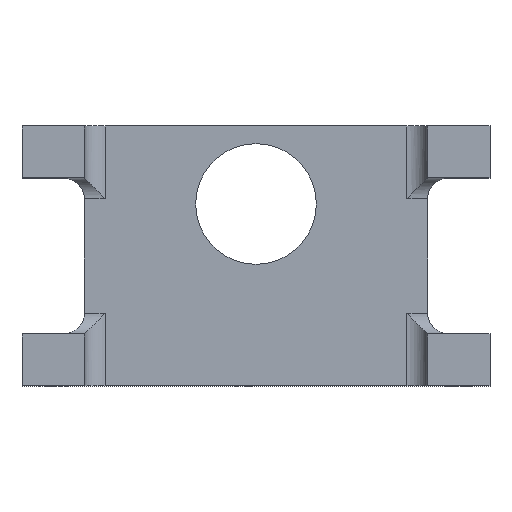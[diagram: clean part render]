
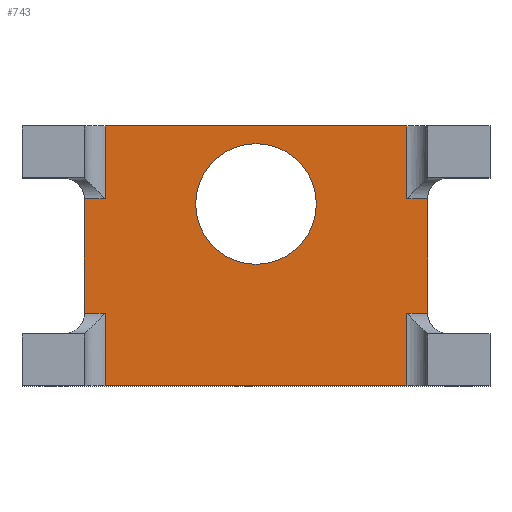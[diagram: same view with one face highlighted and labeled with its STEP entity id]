
A CAD part, top view. The second image highlights one B-rep face of the part: STEP entity #743.
In plain terms, the highlighted planar face has unit normal (0, 0, 1).
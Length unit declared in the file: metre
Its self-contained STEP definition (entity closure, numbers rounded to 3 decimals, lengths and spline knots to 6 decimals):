
#42=CIRCLE('',#798,0.0116);
#70=ORIENTED_EDGE('',*,*,#286,.T.);
#71=ORIENTED_EDGE('',*,*,#287,.T.);
#72=ORIENTED_EDGE('',*,*,#282,.T.);
#73=ORIENTED_EDGE('',*,*,#288,.T.);
#74=ORIENTED_EDGE('',*,*,#289,.T.);
#75=ORIENTED_EDGE('',*,*,#290,.T.);
#76=ORIENTED_EDGE('',*,*,#291,.T.);
#77=ORIENTED_EDGE('',*,*,#292,.T.);
#78=ORIENTED_EDGE('',*,*,#280,.T.);
#79=ORIENTED_EDGE('',*,*,#293,.T.);
#80=ORIENTED_EDGE('',*,*,#294,.T.);
#81=ORIENTED_EDGE('',*,*,#295,.T.);
#82=ORIENTED_EDGE('',*,*,#296,.F.);
#280=EDGE_CURVE('',#389,#388,#460,.T.);
#282=EDGE_CURVE('',#390,#391,#462,.T.);
#286=EDGE_CURVE('',#394,#395,#466,.T.);
#287=EDGE_CURVE('',#395,#390,#467,.T.);
#288=EDGE_CURVE('',#391,#396,#468,.T.);
#289=EDGE_CURVE('',#396,#397,#469,.T.);
#290=EDGE_CURVE('',#397,#398,#470,.T.);
#291=EDGE_CURVE('',#398,#399,#471,.T.);
#292=EDGE_CURVE('',#399,#389,#472,.T.);
#293=EDGE_CURVE('',#388,#400,#473,.T.);
#294=EDGE_CURVE('',#400,#401,#474,.F.);
#295=EDGE_CURVE('',#401,#394,#475,.T.);
#296=EDGE_CURVE('',#402,#402,#42,.T.);
#388=VERTEX_POINT('',#1086);
#389=VERTEX_POINT('',#1088);
#390=VERTEX_POINT('',#1092);
#391=VERTEX_POINT('',#1093);
#394=VERTEX_POINT('',#1101);
#395=VERTEX_POINT('',#1102);
#396=VERTEX_POINT('',#1105);
#397=VERTEX_POINT('',#1107);
#398=VERTEX_POINT('',#1109);
#399=VERTEX_POINT('',#1111);
#400=VERTEX_POINT('',#1114);
#401=VERTEX_POINT('',#1116);
#402=VERTEX_POINT('',#1119);
#460=LINE('',#1087,#536);
#462=LINE('',#1091,#538);
#466=LINE('',#1100,#542);
#467=LINE('',#1103,#543);
#468=LINE('',#1104,#544);
#469=LINE('',#1106,#545);
#470=LINE('',#1108,#546);
#471=LINE('',#1110,#547);
#472=LINE('',#1112,#548);
#473=LINE('',#1113,#549);
#474=LINE('',#1115,#550);
#475=LINE('',#1117,#551);
#536=VECTOR('',#870,1.);
#538=VECTOR('',#874,1.);
#542=VECTOR('',#880,1.);
#543=VECTOR('',#881,1.);
#544=VECTOR('',#882,1.);
#545=VECTOR('',#883,1.);
#546=VECTOR('',#884,1.);
#547=VECTOR('',#885,1.);
#548=VECTOR('',#886,1.);
#549=VECTOR('',#887,1.);
#550=VECTOR('',#888,1.);
#551=VECTOR('',#889,1.);
#612=EDGE_LOOP('',(#70,#71,#72,#73,#74,#75,#76,#77,#78,#79,#80,#81));
#613=EDGE_LOOP('',(#82));
#666=FACE_BOUND('',#612,.T.);
#667=FACE_BOUND('',#613,.T.);
#720=PLANE('',#797);
#743=ADVANCED_FACE('',(#666,#667),#720,.T.);
#797=AXIS2_PLACEMENT_3D('',#1099,#878,#879);
#798=AXIS2_PLACEMENT_3D('',#1118,#890,#891);
#870=DIRECTION('',(0.,-1.,0.));
#874=DIRECTION('',(0.,1.,0.));
#878=DIRECTION('',(0.,0.,1.));
#879=DIRECTION('',(0.,-1.,0.));
#880=DIRECTION('',(0.,1.,0.));
#881=DIRECTION('',(1.,0.,0.));
#882=DIRECTION('',(-1.,0.,0.));
#883=DIRECTION('',(0.,1.,0.));
#884=DIRECTION('',(-1.,0.,0.));
#885=DIRECTION('',(0.,-1.,0.));
#886=DIRECTION('',(-1.,0.,0.));
#887=DIRECTION('',(1.,0.,0.));
#888=DIRECTION('',(0.,1.,0.));
#889=DIRECTION('',(1.,0.,0.));
#890=DIRECTION('',(0.,0.,1.));
#891=DIRECTION('',(0.,-1.,0.));
#1086=CARTESIAN_POINT('',(-0.033,-0.021,0.007));
#1087=CARTESIAN_POINT('',(-0.033,-0.035,0.007));
#1088=CARTESIAN_POINT('',(-0.033,0.001,0.007));
#1091=CARTESIAN_POINT('',(0.033,-0.035,0.007));
#1092=CARTESIAN_POINT('',(0.033,-0.021,0.007));
#1093=CARTESIAN_POINT('',(0.033,0.001,0.007));
#1099=CARTESIAN_POINT('',(0.,0.,0.007));
#1100=CARTESIAN_POINT('',(0.029,0.,0.007));
#1101=CARTESIAN_POINT('',(0.029,-0.035,0.007));
#1102=CARTESIAN_POINT('',(0.029,-0.021,0.007));
#1103=CARTESIAN_POINT('',(0.,-0.021,0.007));
#1104=CARTESIAN_POINT('',(0.,0.001,0.007));
#1105=CARTESIAN_POINT('',(0.029,0.001,0.007));
#1106=CARTESIAN_POINT('',(0.029,0.015,0.007));
#1107=CARTESIAN_POINT('',(0.029,0.015,0.007));
#1108=CARTESIAN_POINT('',(0.033,0.015,0.007));
#1109=CARTESIAN_POINT('',(-0.029,0.015,0.007));
#1110=CARTESIAN_POINT('',(-0.029,0.,0.007));
#1111=CARTESIAN_POINT('',(-0.029,0.001,0.007));
#1112=CARTESIAN_POINT('',(0.,0.001,0.007));
#1113=CARTESIAN_POINT('',(0.,-0.021,0.007));
#1114=CARTESIAN_POINT('',(-0.029,-0.021,0.007));
#1115=CARTESIAN_POINT('',(-0.029,-0.035,0.007));
#1116=CARTESIAN_POINT('',(-0.029,-0.035,0.007));
#1117=CARTESIAN_POINT('',(-0.033,-0.035,0.007));
#1118=CARTESIAN_POINT('',(0.,0.,0.007));
#1119=CARTESIAN_POINT('',(0.,-0.0116,0.007));
